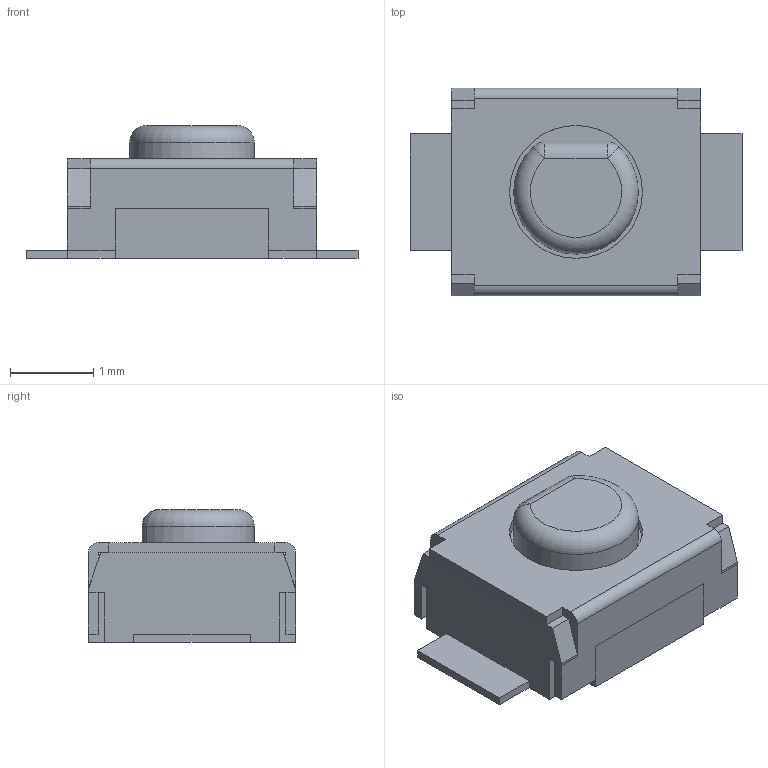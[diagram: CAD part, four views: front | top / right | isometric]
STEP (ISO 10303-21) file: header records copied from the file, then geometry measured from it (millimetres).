
FILE_DESCRIPTION(/* description */ ('model of SW_SPST_B3U-1000P'),/* implementation_level */ '2;1');
FILE_NAME(/* name */ 'SW_SPST_B3U-1000P.step',/* time_stamp */ '1970-01-01T00:00:00',/* author */ ('KiCAD','kicad'),/* organization */ ('OCCT'),/* preprocessor_version */ '',/* originating_system */ 'KiCAD',/* authorisation */ '');
FILE_SCHEMA(('AUTOMOTIVE_DESIGN { 1 0 10303 214 1 1 1 1 }'));
Length unit declared in the file: millimetre
Products named in the file (1): SW_SPST_B3U-1000P
Bounding box: 4 x 2.5 x 1.6 mm (x, y, z)
Volume: 9.3 mm3; surface area: 41.1 mm2
Topology: 1 solids, 1 shells, 81 faces, 239 edges, 148 vertices
Faces by surface type: plane 71, cylinder 7, sphere 2, torus 1
Full cylindrical faces by diameter (mm): 1.6 x1
Entity records: 1752 total; most frequent: ORIENTED_EDGE 365, EDGE_CURVE 237, CARTESIAN_POINT 186, LINE 186, VERTEX_POINT 148, AXIS2_PLACEMENT_3D 87, FACE_BOUND 83, EDGE_LOOP 83
